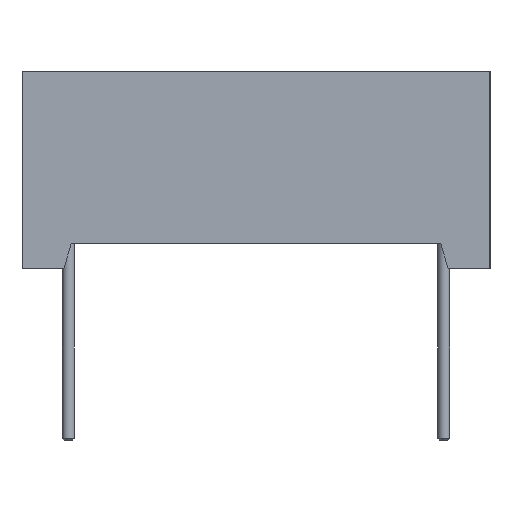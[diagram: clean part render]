
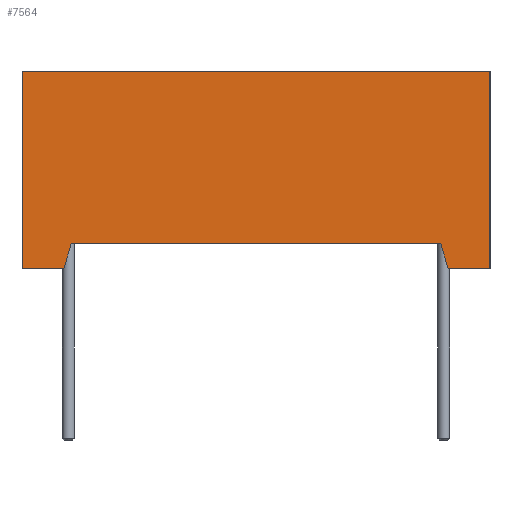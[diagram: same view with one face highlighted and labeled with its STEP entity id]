
A CAD part, left-side view. The second image highlights one B-rep face of the part: STEP entity #7564.
In plain terms, the highlighted planar face has unit normal (-1, 0, 0).
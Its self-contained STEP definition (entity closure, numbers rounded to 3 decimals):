
#914=FACE_OUTER_BOUND('',#1360,.T.);
#1360=EDGE_LOOP('',(#6651,#6652,#6653,#6654,#6655,#6656,#6657,#6658));
#1728=LINE('',#12388,#2512);
#2149=LINE('',#13422,#2933);
#2155=LINE('',#13436,#2939);
#2156=LINE('',#13438,#2940);
#2160=LINE('',#13446,#2944);
#2163=LINE('',#13452,#2947);
#2164=LINE('',#13454,#2948);
#2165=LINE('',#13455,#2949);
#2512=VECTOR('',#8466,10.);
#2933=VECTOR('',#9451,10.);
#2939=VECTOR('',#9465,10.);
#2940=VECTOR('',#9468,10.);
#2944=VECTOR('',#9476,10.);
#2947=VECTOR('',#9481,10.);
#2948=VECTOR('',#9482,10.);
#2949=VECTOR('',#9483,10.);
#3332=VERTEX_POINT('',#12385);
#3333=VERTEX_POINT('',#12387);
#3663=VERTEX_POINT('',#13419);
#3664=VERTEX_POINT('',#13421);
#3668=VERTEX_POINT('',#13434);
#3670=VERTEX_POINT('',#13445);
#3672=VERTEX_POINT('',#13451);
#3673=VERTEX_POINT('',#13453);
#4212=EDGE_CURVE('',#3333,#3332,#1728,.T.);
#4706=EDGE_CURVE('',#3664,#3663,#2149,.T.);
#4713=EDGE_CURVE('',#3668,#3663,#2155,.T.);
#4714=EDGE_CURVE('',#3333,#3668,#2156,.T.);
#4718=EDGE_CURVE('',#3664,#3670,#2160,.T.);
#4721=EDGE_CURVE('',#3672,#3332,#2163,.T.);
#4722=EDGE_CURVE('',#3673,#3672,#2164,.T.);
#4723=EDGE_CURVE('',#3670,#3673,#2165,.T.);
#6651=ORIENTED_EDGE('',*,*,#4713,.F.);
#6652=ORIENTED_EDGE('',*,*,#4714,.F.);
#6653=ORIENTED_EDGE('',*,*,#4212,.T.);
#6654=ORIENTED_EDGE('',*,*,#4721,.F.);
#6655=ORIENTED_EDGE('',*,*,#4722,.F.);
#6656=ORIENTED_EDGE('',*,*,#4723,.F.);
#6657=ORIENTED_EDGE('',*,*,#4718,.F.);
#6658=ORIENTED_EDGE('',*,*,#4706,.T.);
#7146=PLANE('',#7968);
#7564=ADVANCED_FACE('',(#914),#7146,.T.);
#7968=AXIS2_PLACEMENT_3D('',#13450,#9479,#9480);
#8466=DIRECTION('',(0.,0.,1.));
#9451=DIRECTION('',(0.,-1.,0.));
#9465=DIRECTION('',(0.,0.287,0.958));
#9468=DIRECTION('',(0.,1.,0.));
#9476=DIRECTION('',(0.,0.287,-0.958));
#9479=DIRECTION('center_axis',(-1.,0.,0.));
#9480=DIRECTION('ref_axis',(0.,-1.,0.));
#9481=DIRECTION('',(0.,-1.,0.));
#9482=DIRECTION('',(0.,0.,1.));
#9483=DIRECTION('',(0.,1.,0.));
#12385=CARTESIAN_POINT('',(-25.2,-9.5,8.));
#12387=CARTESIAN_POINT('',(-25.2,-9.5,0.));
#12388=CARTESIAN_POINT('',(-25.2,-9.5,0.));
#13419=CARTESIAN_POINT('',(-25.2,-7.5,1.));
#13421=CARTESIAN_POINT('',(-25.2,7.5,1.));
#13422=CARTESIAN_POINT('',(-25.2,4.75,1.));
#13434=CARTESIAN_POINT('',(-25.2,-7.8,0.));
#13436=CARTESIAN_POINT('',(-25.2,-7.011,2.631));
#13438=CARTESIAN_POINT('',(-25.2,-9.5,0.));
#13445=CARTESIAN_POINT('',(-25.2,7.8,0.));
#13446=CARTESIAN_POINT('',(-25.2,7.795,0.016));
#13450=CARTESIAN_POINT('Origin',(-25.2,9.5,0.));
#13451=CARTESIAN_POINT('',(-25.2,9.5,8.));
#13452=CARTESIAN_POINT('',(-25.2,-9.5,8.));
#13453=CARTESIAN_POINT('',(-25.2,9.5,0.));
#13454=CARTESIAN_POINT('',(-25.2,9.5,0.));
#13455=CARTESIAN_POINT('',(-25.2,-9.5,0.));
